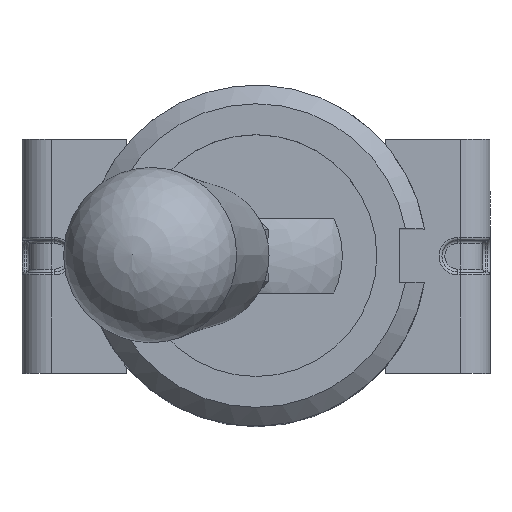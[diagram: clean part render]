
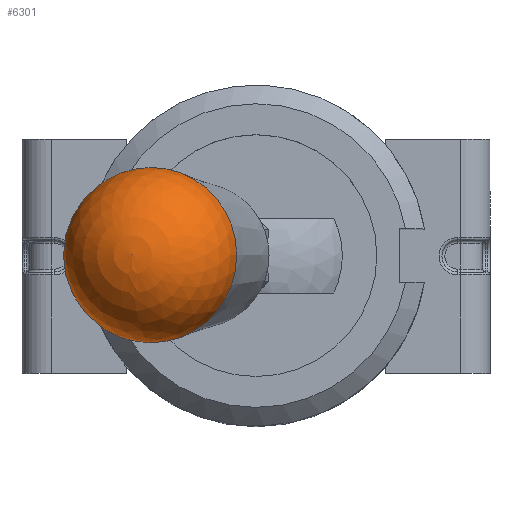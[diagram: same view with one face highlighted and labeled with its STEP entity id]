
A CAD part, top view. The second image highlights one B-rep face of the part: STEP entity #6301.
In plain terms, the highlighted spherical face has radius 3.045 mm.
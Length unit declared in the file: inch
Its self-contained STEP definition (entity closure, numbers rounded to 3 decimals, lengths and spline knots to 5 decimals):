
#1776=FACE_OUTER_BOUND('',#2158,.T.);
#2158=EDGE_LOOP('',(#4381,#4382,#4383,#4384));
#2569=CIRCLE('',#6720,0.11988);
#2570=CIRCLE('',#6721,0.11988);
#2571=CIRCLE('',#6722,0.11988);
#2829=VERTEX_POINT('',#9411);
#2830=VERTEX_POINT('',#9412);
#2831=VERTEX_POINT('',#9414);
#3418=EDGE_CURVE('',#2829,#2830,#2569,.T.);
#3419=EDGE_CURVE('',#2831,#2830,#2570,.T.);
#3420=EDGE_CURVE('',#2830,#2831,#2571,.T.);
#4381=ORIENTED_EDGE('',*,*,#3418,.T.);
#4382=ORIENTED_EDGE('',*,*,#3419,.F.);
#4383=ORIENTED_EDGE('',*,*,#3420,.F.);
#4384=ORIENTED_EDGE('',*,*,#3418,.F.);
#6286=SPHERICAL_SURFACE('',#6719,0.11988);
#6301=ADVANCED_FACE('',(#1776),#6286,.T.);
#6719=AXIS2_PLACEMENT_3D('',#9410,#7407,#7408);
#6720=AXIS2_PLACEMENT_3D('',#9413,#7409,#7410);
#6721=AXIS2_PLACEMENT_3D('',#9415,#7411,#7412);
#6722=AXIS2_PLACEMENT_3D('',#9416,#7413,#7414);
#7407=DIRECTION('center_axis',(-0.216,0.,
0.976));
#7408=DIRECTION('ref_axis',(0.,1.,0.));
#7409=DIRECTION('center_axis',(0.976,0.,0.216));
#7410=DIRECTION('ref_axis',(0.,-1.,0.));
#7411=DIRECTION('center_axis',(0.216,0.,-0.976));
#7412=DIRECTION('ref_axis',(0.976,0.,0.216));
#7413=DIRECTION('center_axis',(0.216,0.,-0.976));
#7414=DIRECTION('ref_axis',(0.976,0.,0.216));
#9410=CARTESIAN_POINT('Origin',(-0.14346,0.,
1.22228));
#9411=CARTESIAN_POINT('',(-0.1694,0.,1.33932));
#9412=CARTESIAN_POINT('',(-0.14346,-0.11988,1.22228));
#9413=CARTESIAN_POINT('Origin',(-0.14346,0.,
1.22228));
#9414=CARTESIAN_POINT('',(-0.2605,0.,1.19633));
#9415=CARTESIAN_POINT('Origin',(-0.14346,0.,
1.22228));
#9416=CARTESIAN_POINT('Origin',(-0.14346,0.,
1.22228));
